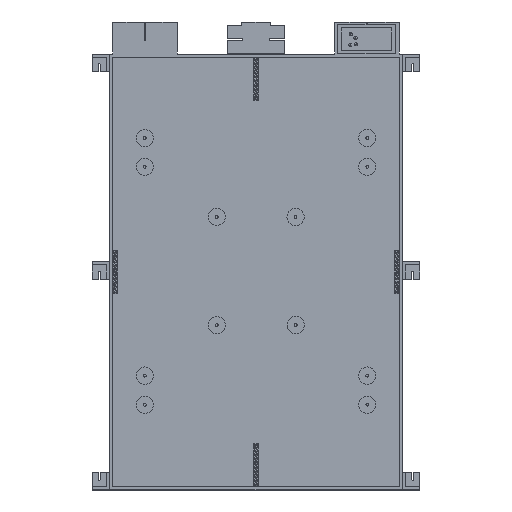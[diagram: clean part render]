
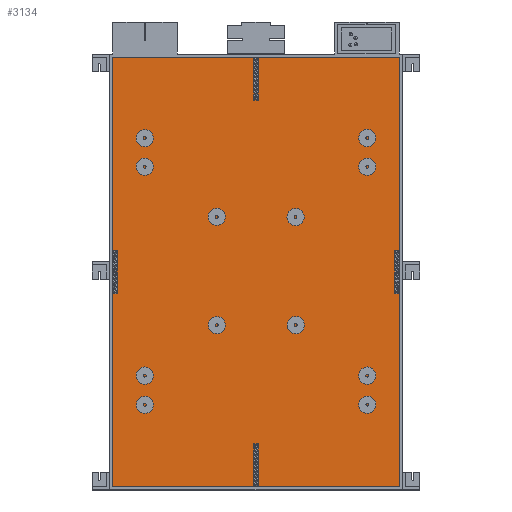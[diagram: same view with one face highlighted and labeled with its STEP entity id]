
A CAD part, top view. The second image highlights one B-rep face of the part: STEP entity #3134.
In plain terms, the highlighted planar face has unit normal (0, 0, 1).
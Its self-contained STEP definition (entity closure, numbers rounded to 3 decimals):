
#513=CARTESIAN_POINT('Axis2P3D Location',(0.,0.,12.)) ;
#2010=CARTESIAN_POINT('Vertex',(-1000.,1500.,12.)) ;
#2017=CARTESIAN_POINT('Vertex',(-1000.,-1500.,12.)) ;
#2020=CARTESIAN_POINT('Line Origine',(-1000.,0.,12.)) ;
#2037=CARTESIAN_POINT('Line Origine',(0.,1500.,12.)) ;
#2041=CARTESIAN_POINT('Vertex',(1000.,1500.,12.)) ;
#2060=CARTESIAN_POINT('Vertex',(1000.,-1500.,12.)) ;
#2063=CARTESIAN_POINT('Line Origine',(1000.,0.,12.)) ;
#2080=CARTESIAN_POINT('Line Origine',(0.,-1500.,12.)) ;
#514=DIRECTION('Axis2P3D Direction',(0.,0.,1.)) ;
#515=DIRECTION('Axis2P3D XDirection',(1.,0.,0.)) ;
#2021=DIRECTION('Vector Direction',(0.,-1.,0.)) ;
#2038=DIRECTION('Vector Direction',(1.,0.,0.)) ;
#2064=DIRECTION('Vector Direction',(0.,1.,0.)) ;
#2081=DIRECTION('Vector Direction',(-1.,0.,0.)) ;
#516=AXIS2_PLACEMENT_3D('Plane Axis2P3D',#513,#514,#515) ;
#3129=ORIENTED_EDGE('',*,*,#2024,.T.) ;
#3130=ORIENTED_EDGE('',*,*,#2084,.T.) ;
#3131=ORIENTED_EDGE('',*,*,#2067,.T.) ;
#3132=ORIENTED_EDGE('',*,*,#2043,.T.) ;
#2022=VECTOR('Line Direction',#2021,1.) ;
#2039=VECTOR('Line Direction',#2038,1.) ;
#2065=VECTOR('Line Direction',#2064,1.) ;
#2082=VECTOR('Line Direction',#2081,1.) ;
#3134=ADVANCED_FACE('Corps principal',(#3133),#517,.T.) ;
#2024=EDGE_CURVE('',#2011,#2018,#2023,.T.) ;
#2043=EDGE_CURVE('',#2042,#2011,#2040,.F.) ;
#2067=EDGE_CURVE('',#2061,#2042,#2066,.T.) ;
#2084=EDGE_CURVE('',#2018,#2061,#2083,.F.) ;
#3128=EDGE_LOOP('',(#3129,#3130,#3131,#3132)) ;
#3133=FACE_OUTER_BOUND('',#3128,.T.) ;
#2023=LINE('Line',#2020,#2022) ;
#2040=LINE('Line',#2037,#2039) ;
#2066=LINE('Line',#2063,#2065) ;
#2083=LINE('Line',#2080,#2082) ;
#517=PLANE('Plane',#516) ;
#2011=VERTEX_POINT('',#2010) ;
#2018=VERTEX_POINT('',#2017) ;
#2042=VERTEX_POINT('',#2041) ;
#2061=VERTEX_POINT('',#2060) ;
